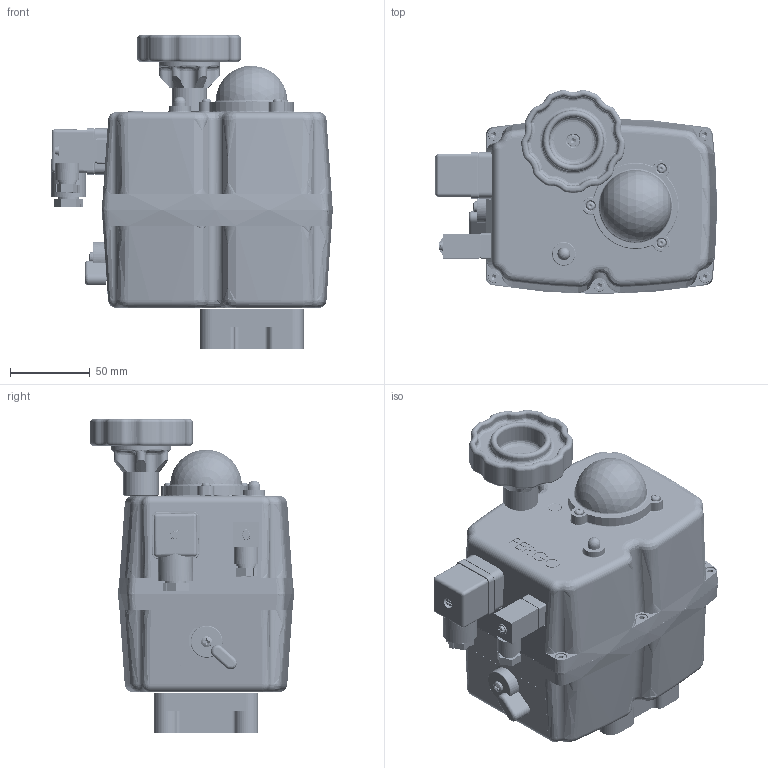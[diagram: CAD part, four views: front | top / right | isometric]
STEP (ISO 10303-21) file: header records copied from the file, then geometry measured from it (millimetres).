
FILE_DESCRIPTION (( 'STEP AP214' ), '1' );
FILE_NAME ('J4C-S85-Elektrischer-Schwenkantrieb-24V-230V-240V-Fergo.STEP', '2022-11-14T11:47:05', ( '' ), ( '' ), 'SwSTEP 2.0', 'SolidWorks 2022', '' );
FILE_SCHEMA (( 'AUTOMOTIVE_DESIGN' ));
Length unit declared in the file: millimetre
Products named in the file (1): J4C-S85-Elektrischer-Schwenkantrieb-24V-230V-240V-Fergo
Bounding box: 176.14 x 127.5 x 196 mm (x, y, z)
Volume: 507379.5 mm3; surface area: 270763.3 mm2
Topology: 52 solids, 52 shells, 4618 faces, 11264 edges, 6802 vertices
Faces by surface type: cylinder 1480, cone 1081, plane 1064, torus 557, bspline 314, sphere 122
Entity records: 221134 total; most frequent: CARTESIAN_POINT 65344, DIRECTION 24319, ORIENTED_EDGE 22288, EDGE_CURVE 11144, AXIS2_PLACEMENT_3D 9854, VERTEX_POINT 6796, CIRCLE 5549, EDGE_LOOP 4934
